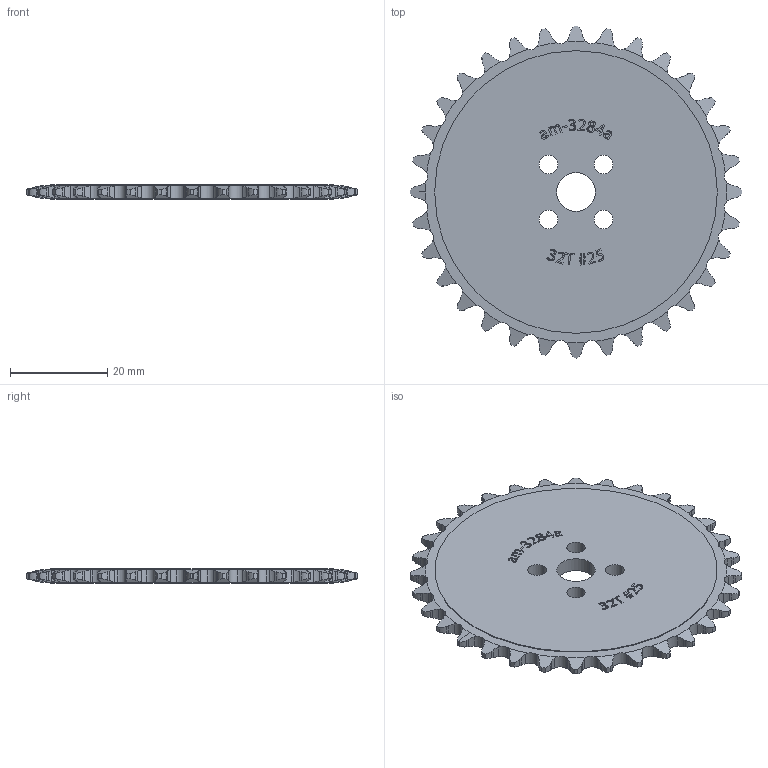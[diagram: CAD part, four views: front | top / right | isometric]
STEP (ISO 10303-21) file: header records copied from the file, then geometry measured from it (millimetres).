
FILE_DESCRIPTION (( 'STEP AP203' ), '1' );
FILE_NAME ('am-3284a 32T 25 Chain Nub Plate Sprocket.STEP', '2022-08-02T13:28:58', ( '' ), ( '' ), 'SwSTEP 2.0', 'SolidWorks 2022', '' );
FILE_SCHEMA (( 'CONFIG_CONTROL_DESIGN' ));
Length unit declared in the file: inch
Products named in the file (1): am-3284a 32T 25 Chain Nub Plate Sprocket
Bounding box: 68.35 x 68.35 x 3 mm (x, y, z)
Volume: 9119.2 mm3; surface area: 7272.6 mm2
Topology: 1 solids, 1 shells, 618 faces, 1781 edges, 1187 vertices
Faces by surface type: cylinder 225, plane 222, bspline 105, cone 66
Entity records: 25819 total; most frequent: CARTESIAN_POINT 11040, ORIENTED_EDGE 3562, DIRECTION 2300, EDGE_CURVE 1781, VERTEX_POINT 1187, LINE 798, VECTOR 798, AXIS2_PLACEMENT_3D 751
